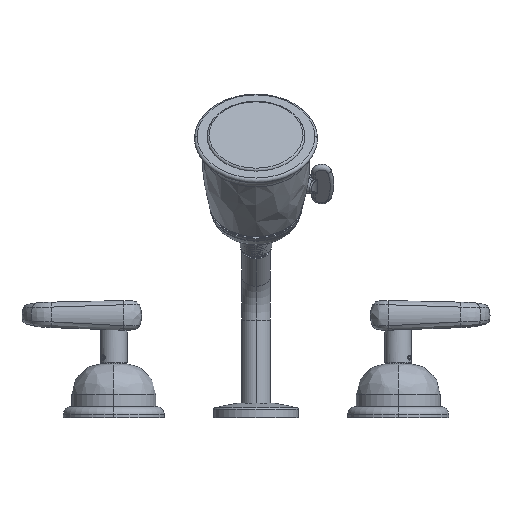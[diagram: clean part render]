
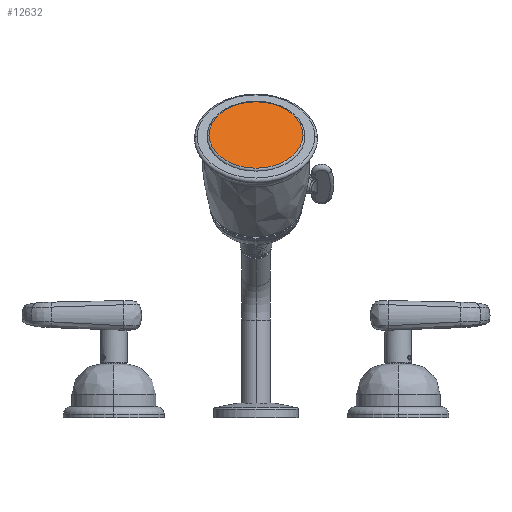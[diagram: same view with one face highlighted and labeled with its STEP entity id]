
A CAD part, front view. The second image highlights one B-rep face of the part: STEP entity #12632.
In plain terms, the highlighted planar face has unit normal (0, -0.707, 0.707).
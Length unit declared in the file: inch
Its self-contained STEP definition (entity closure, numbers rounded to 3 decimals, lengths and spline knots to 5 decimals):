
#12499=CARTESIAN_POINT('',(0.,10.51741,7.95747));
#12500=DIRECTION('',(0.,0.707,-0.707));
#12501=DIRECTION('',(-1.,0.,0.));
#12502=AXIS2_PLACEMENT_3D('',#12499,#12500,#12501);
#12514=CARTESIAN_POINT('',(0.,10.51741,7.95747));
#12515=DIRECTION('',(0.,0.707,-0.707));
#12516=DIRECTION('',(1.,0.,0.));
#12517=AXIS2_PLACEMENT_3D('',#12514,#12515,#12516);
#12602=CARTESIAN_POINT('',(1.3189,10.51741,7.95747));
#12603=CARTESIAN_POINT('',(-1.3189,10.51741,
7.95747));
#12604=VERTEX_POINT('',#12602);
#12605=VERTEX_POINT('',#12603);
#12621=CARTESIAN_POINT('',(0.,10.51741,7.95747));
#12622=DIRECTION('',(0.,-0.707,0.707));
#12623=DIRECTION('',(-1.,0.,0.));
#12624=AXIS2_PLACEMENT_3D('',#12621,#12622,#12623);
#12625=PLANE('',#12624);
#12627=ORIENTED_EDGE('',*,*,#12626,.T.);
#12629=ORIENTED_EDGE('',*,*,#12628,.T.);
#12630=EDGE_LOOP('',(#12627,#12629));
#12631=FACE_OUTER_BOUND('',#12630,.F.);
#12632=ADVANCED_FACE('',(#12631),#12625,.T.);
#12503=CIRCLE('',#12502,1.3189);
#12518=CIRCLE('',#12517,1.3189);
#12626=EDGE_CURVE('',#12604,#12605,#12518,.T.);
#12628=EDGE_CURVE('',#12605,#12604,#12503,.T.);
